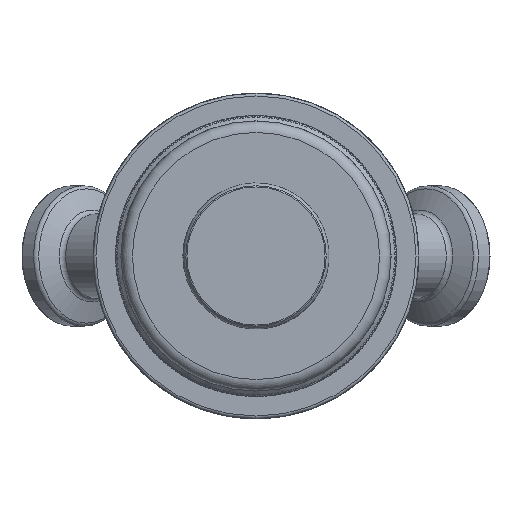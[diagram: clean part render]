
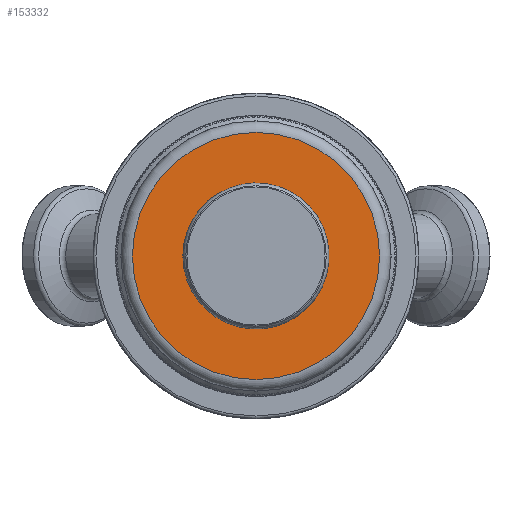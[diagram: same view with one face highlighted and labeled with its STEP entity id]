
A CAD part, front view. The second image highlights one B-rep face of the part: STEP entity #153332.
In plain terms, the highlighted planar face has unit normal (0, -1, 0).
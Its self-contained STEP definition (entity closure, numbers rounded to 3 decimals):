
#30299=FACE_BOUND('',#53382,.T.);
#30316=PLANE('',#155856);
#42694=FACE_OUTER_BOUND('',#53381,.T.);
#53381=EDGE_LOOP('',(#131582));
#53382=EDGE_LOOP('',(#131583));
#53409=CIRCLE('',#153394,12.5);
#53459=CIRCLE('',#153494,22.);
#53853=VERTEX_POINT('',#160950);
#53917=VERTEX_POINT('',#161475);
#65297=EDGE_CURVE('',#53853,#53853,#53409,.T.);
#65396=EDGE_CURVE('',#53917,#53917,#53459,.T.);
#131582=ORIENTED_EDGE('',*,*,#65396,.T.);
#131583=ORIENTED_EDGE('',*,*,#65297,.F.);
#153332=ADVANCED_FACE('',(#42694,#30299),#30316,.T.);
#153394=AXIS2_PLACEMENT_3D('',#160952,#155935,#155936);
#153494=AXIS2_PLACEMENT_3D('',#161476,#156159,#156160);
#155856=AXIS2_PLACEMENT_3D('',#419465,#160887,#160888);
#155935=DIRECTION('center_axis',(0.,-1.,0.));
#155936=DIRECTION('ref_axis',(1.,0.,0.));
#156159=DIRECTION('center_axis',(0.,-1.,0.));
#156160=DIRECTION('ref_axis',(1.,0.,0.));
#160887=DIRECTION('center_axis',(0.,-1.,0.));
#160888=DIRECTION('ref_axis',(0.,0.,-1.));
#160950=CARTESIAN_POINT('',(-12.5,29.,0.));
#160952=CARTESIAN_POINT('Origin',(0.,29.,0.));
#161475=CARTESIAN_POINT('',(0.,29.,22.));
#161476=CARTESIAN_POINT('Origin',(0.,29.,0.));
#419465=CARTESIAN_POINT('Origin',(0.,29.,0.));
